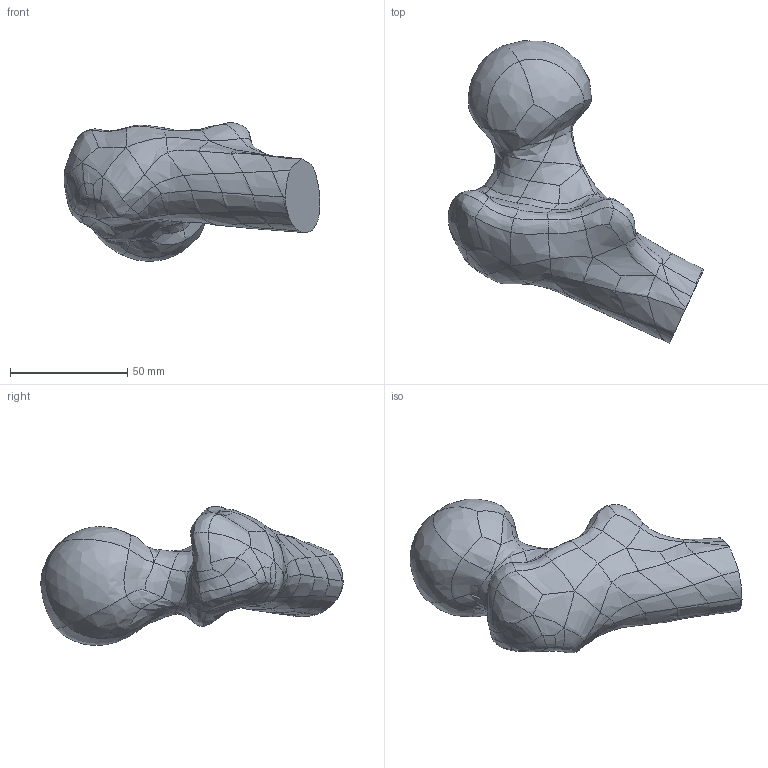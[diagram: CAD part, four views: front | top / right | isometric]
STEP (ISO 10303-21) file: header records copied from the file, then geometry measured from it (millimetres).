
FILE_DESCRIPTION(/* description */ (''),/* implementation_level */ '2;1');
FILE_NAME(/* name */ 'only_head_ver1.stp',/* time_stamp */ '2025-01-21T20:47:34+01:00',/* author */ (''),/* organization */ (''),/* preprocessor_version */ 'ST-DEVELOPER v18.101',/* originating_system */ 'SIEMENS PLM Software NX 2011',/* authorisation */ '');
FILE_SCHEMA (('AP203_CONFIGURATION_CONTROLLED_3D_DESIGN_OF_MECHANICAL_PARTS_AND_ASSEMBLIES_MIM_LF { 1 0 10303 403 2 1 2}'));
Length unit declared in the file: millimetre
Products named in the file (1): only_head_ver1
Bounding box: 108.94 x 128.82 x 59.3 mm (x, y, z)
Volume: 209473.3 mm3; surface area: 23989.9 mm2
Topology: 1 solids, 1 shells, 162 faces, 335 edges, 175 vertices
Faces by surface type: bspline 161, plane 1
Entity records: 26171 total; most frequent: CARTESIAN_POINT 23920, ORIENTED_EDGE 670, EDGE_CURVE 335, B_SPLINE_CURVE_WITH_KNOTS 335, VERTEX_POINT 175, ADVANCED_FACE 162, FACE_OUTER_BOUND 162, EDGE_LOOP 162
